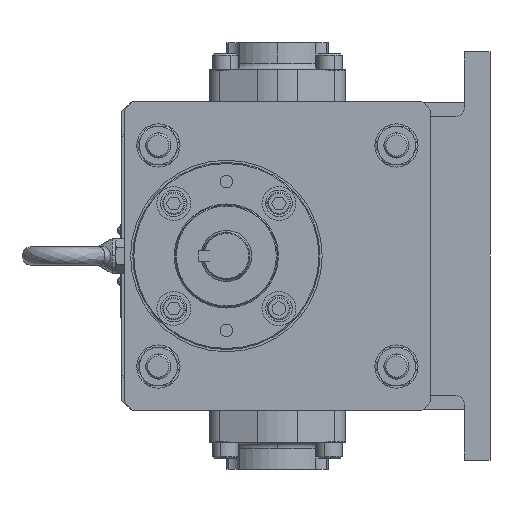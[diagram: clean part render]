
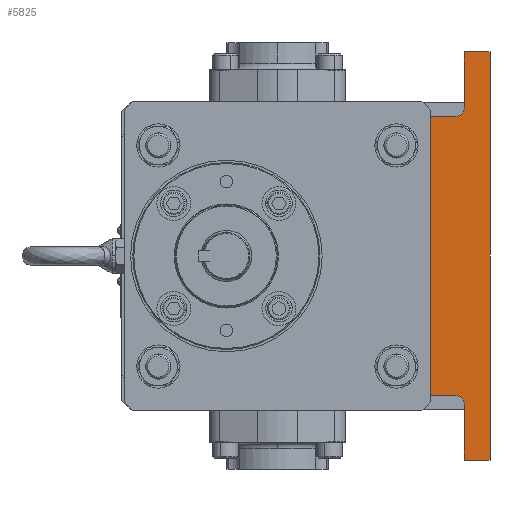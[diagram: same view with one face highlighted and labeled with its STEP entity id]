
A CAD part, left-side view. The second image highlights one B-rep face of the part: STEP entity #5825.
In plain terms, the highlighted planar face has unit normal (-1, 0, 0).
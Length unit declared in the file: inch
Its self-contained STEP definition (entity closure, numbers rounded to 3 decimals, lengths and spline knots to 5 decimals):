
#10 = ORIENTED_EDGE ( 'NONE', *, *, #74525, .F. ) ;
#867 = VECTOR ( 'NONE', #94393, 39.37008 ) ;
#1309 = VECTOR ( 'NONE', #80744, 39.37008 ) ;
#1521 = CARTESIAN_POINT ( 'NONE',  ( -2.016, -6.21, -6. ) ) ;
#4323 = LINE ( 'NONE', #27049, #69411 ) ;
#5825 = ADVANCED_FACE ( 'Defeatured_0_75', ( #21409 ), #80156, .F. ) ;
#8419 = VERTEX_POINT ( 'NONE', #27904 ) ;
#9381 = EDGE_CURVE ( 'Defeatured_0_73+Defeatured_0_75+Defeatured_0_89+Defeatured_0_67', #95891, #90591, #34816, .T. ) ;
#9774 = ORIENTED_EDGE ( 'NONE', *, *, #9381, .F. ) ;
#10261 = EDGE_CURVE ( 'Defeatured_0_75+Defeatured_0_89+Defeatured_0_73+Defeatured_0_72', #95891, #26314, #91990, .T. ) ;
#12107 = CARTESIAN_POINT ( 'NONE',  ( -2.016, -5.46, 4.11 ) ) ;
#12557 = CARTESIAN_POINT ( 'NONE',  ( -2.016, -4.46, 0. ) ) ;
#13635 = VERTEX_POINT ( 'NONE', #79168 ) ;
#13651 = VERTEX_POINT ( 'NONE', #68603 ) ;
#13860 = CARTESIAN_POINT ( 'NONE',  ( -2.016, -4.46, -4.11 ) ) ;
#14459 = CARTESIAN_POINT ( 'NONE',  ( -2.016, -5.21, 4.36 ) ) ;
#15386 = DIRECTION ( 'NONE',  ( 0., 1., 0. ) ) ;
#19015 = DIRECTION ( 'NONE',  ( 0., 0., 1. ) ) ;
#19371 = CARTESIAN_POINT ( 'NONE',  ( -2.016, -4.46, 4.11 ) ) ;
#19566 = LINE ( 'NONE', #65441, #1309 ) ;
#21409 = FACE_OUTER_BOUND ( 'NONE', #45210, .T. ) ;
#22845 = DIRECTION ( 'NONE',  ( 1., 0., 0. ) ) ;
#23960 = ORIENTED_EDGE ( 'NONE', *, *, #57829, .F. ) ;
#26314 = VERTEX_POINT ( 'NONE', #61092 ) ;
#26708 = CARTESIAN_POINT ( 'NONE',  ( -2.016, -6.21, -6. ) ) ;
#27049 = CARTESIAN_POINT ( 'NONE',  ( -2.016, -4.46, 4.11 ) ) ;
#27904 = CARTESIAN_POINT ( 'NONE',  ( -2.016, -4.46, -4.11 ) ) ;
#28905 = CARTESIAN_POINT ( 'NONE',  ( -2.016, -5.46, -4.36 ) ) ;
#30327 = DIRECTION ( 'NONE',  ( 1., 0., 0. ) ) ;
#31304 = CARTESIAN_POINT ( 'NONE',  ( -2.016, -5.21, -4.36 ) ) ;
#34816 = LINE ( 'NONE', #12107, #92503 ) ;
#35148 = EDGE_CURVE ( 'Defeatured_0_71+Defeatured_0_75+Defeatured_0_88+Defeatured_0_66', #13635, #8419, #19566, .T. ) ;
#36025 = VERTEX_POINT ( 'NONE', #28905 ) ;
#37071 = AXIS2_PLACEMENT_3D ( 'NONE', #12557, #42655, #50552 ) ;
#38053 = ORIENTED_EDGE ( 'NONE', *, *, #83446, .T. ) ;
#39051 = VECTOR ( 'NONE', #68586, 39.37008 ) ;
#42064 = CARTESIAN_POINT ( 'NONE',  ( -2.016, -5.46, -4.11 ) ) ;
#42655 = DIRECTION ( 'NONE',  ( 1., 0., 0. ) ) ;
#43952 = DIRECTION ( 'NONE',  ( 0., 0., 1. ) ) ;
#45210 = EDGE_LOOP ( 'NONE', ( #10, #9774, #62221, #87208, #52508, #93670, #38053, #75787, #84290, #23960 ) ) ;
#45363 = DIRECTION ( 'NONE',  ( 0., 0., -1. ) ) ;
#50552 = DIRECTION ( 'NONE',  ( 0., 0., -1. ) ) ;
#52508 = ORIENTED_EDGE ( 'NONE', *, *, #68815, .F. ) ;
#52619 = AXIS2_PLACEMENT_3D ( 'NONE', #14459, #22845, #76603 ) ;
#52757 = CARTESIAN_POINT ( 'NONE',  ( -2.016, -6.21, 6. ) ) ;
#54769 = LINE ( 'NONE', #84863, #39051 ) ;
#55975 = VECTOR ( 'NONE', #15386, 39.37008 ) ;
#57129 = DIRECTION ( 'NONE',  ( 0., -1., 0. ) ) ;
#57829 = EDGE_CURVE ( 'Defeatured_0_68+Defeatured_0_75+Defeatured_0_67+Defeatured_0_69', #13651, #91117, #82385, .T. ) ;
#59937 = DIRECTION ( 'NONE',  ( 0., 0., -1. ) ) ;
#60282 = LINE ( 'NONE', #1521, #55975 ) ;
#60699 = VERTEX_POINT ( 'NONE', #19371 ) ;
#61092 = CARTESIAN_POINT ( 'NONE',  ( -2.016, -5.21, 4.11 ) ) ;
#61160 = CARTESIAN_POINT ( 'NONE',  ( -2.016, -5.46, -6. ) ) ;
#61395 = CARTESIAN_POINT ( 'NONE',  ( -2.016, -5.46, 6. ) ) ;
#62221 = ORIENTED_EDGE ( 'NONE', *, *, #10261, .T. ) ;
#62934 = VERTEX_POINT ( 'NONE', #61160 ) ;
#64900 = AXIS2_PLACEMENT_3D ( 'NONE', #31304, #30327, #59937 ) ;
#65441 = CARTESIAN_POINT ( 'NONE',  ( -2.016, -4.46, -4.11 ) ) ;
#68586 = DIRECTION ( 'NONE',  ( 0., -1., 0. ) ) ;
#68603 = CARTESIAN_POINT ( 'NONE',  ( -2.016, -6.21, 6. ) ) ;
#68815 = EDGE_CURVE ( 'Defeatured_0_66+Defeatured_0_75+Defeatured_0_71+Defeatured_0_72', #8419, #60699, #81466, .T. ) ;
#69411 = VECTOR ( 'NONE', #57129, 39.37008 ) ;
#72800 = CIRCLE ( 'NONE', #64900, 0.25 ) ;
#74525 = EDGE_CURVE ( 'Defeatured_0_67+Defeatured_0_75+Defeatured_0_73+Defeatured_0_68', #90591, #13651, #54769, .T. ) ;
#75614 = CARTESIAN_POINT ( 'NONE',  ( -2.016, -5.46, 4.36 ) ) ;
#75787 = ORIENTED_EDGE ( 'NONE', *, *, #93881, .F. ) ;
#76603 = DIRECTION ( 'NONE',  ( 0., 0., -1. ) ) ;
#78656 = EDGE_CURVE ( 'Defeatured_0_72+Defeatured_0_75+Defeatured_0_66+Defeatured_0_89', #60699, #26314, #4323, .T. ) ;
#79168 = CARTESIAN_POINT ( 'NONE',  ( -2.016, -5.21, -4.11 ) ) ;
#80156 = PLANE ( 'NONE',  #37071 ) ;
#80744 = DIRECTION ( 'NONE',  ( 0., 1., 0. ) ) ;
#81026 = LINE ( 'NONE', #42064, #867 ) ;
#81466 = LINE ( 'NONE', #13860, #91203 ) ;
#82385 = LINE ( 'NONE', #52757, #82540 ) ;
#82540 = VECTOR ( 'NONE', #45363, 39.37008 ) ;
#83446 = EDGE_CURVE ( 'Defeatured_0_75+Defeatured_0_88+Defeatured_0_71+Defeatured_0_70', #13635, #36025, #72800, .T. ) ;
#84290 = ORIENTED_EDGE ( 'NONE', *, *, #90130, .F. ) ;
#84863 = CARTESIAN_POINT ( 'NONE',  ( -2.016, -5.46, 6. ) ) ;
#87208 = ORIENTED_EDGE ( 'NONE', *, *, #78656, .F. ) ;
#90130 = EDGE_CURVE ( 'Defeatured_0_69+Defeatured_0_75+Defeatured_0_68+Defeatured_0_70', #91117, #62934, #60282, .T. ) ;
#90591 = VERTEX_POINT ( 'NONE', #61395 ) ;
#91117 = VERTEX_POINT ( 'NONE', #26708 ) ;
#91203 = VECTOR ( 'NONE', #43952, 39.37008 ) ;
#91990 = CIRCLE ( 'NONE', #52619, 0.25 ) ;
#92503 = VECTOR ( 'NONE', #19015, 39.37008 ) ;
#93670 = ORIENTED_EDGE ( 'NONE', *, *, #35148, .F. ) ;
#93881 = EDGE_CURVE ( 'Defeatured_0_70+Defeatured_0_75+Defeatured_0_69+Defeatured_0_88', #62934, #36025, #81026, .T. ) ;
#94393 = DIRECTION ( 'NONE',  ( 0., 0., 1. ) ) ;
#95891 = VERTEX_POINT ( 'NONE', #75614 ) ;
